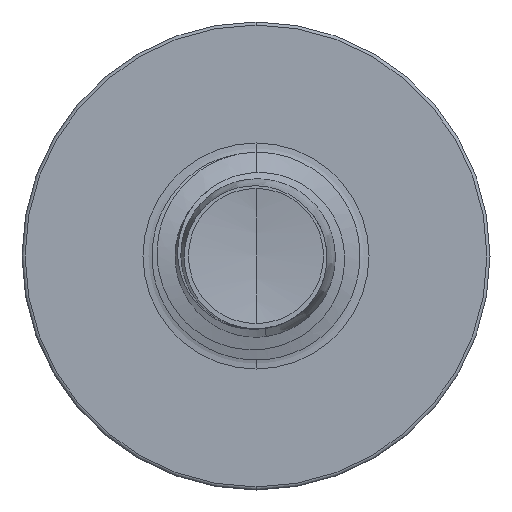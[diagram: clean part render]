
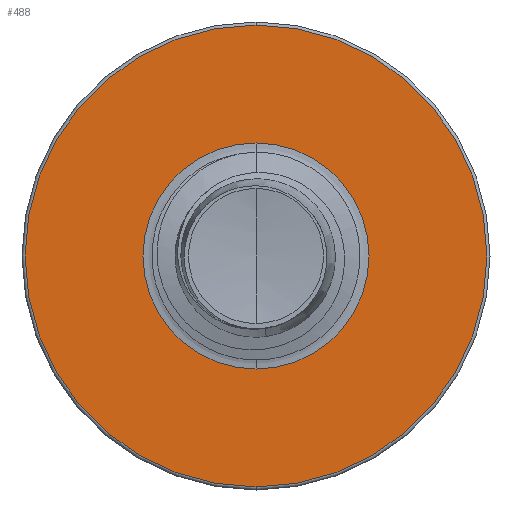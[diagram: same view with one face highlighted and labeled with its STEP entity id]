
A CAD part, front view. The second image highlights one B-rep face of the part: STEP entity #488.
In plain terms, the highlighted planar face has unit normal (0, -1, 0).
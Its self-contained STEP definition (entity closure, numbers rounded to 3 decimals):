
#164 = DIRECTION ( 'NONE',  ( 0., 0., 1. ) ) ;
#445 = DIRECTION ( 'NONE',  ( 0., 1., 0. ) ) ;
#488 = ADVANCED_FACE ( 'NONE', ( #10768, #8277 ), #6196, .F. ) ;
#1015 = CARTESIAN_POINT ( 'NONE',  ( 0., 3., 0. ) ) ;
#1153 = ORIENTED_EDGE ( 'NONE', *, *, #10417, .T. ) ;
#1981 = DIRECTION ( 'NONE',  ( 0., 0., 1. ) ) ;
#2051 = AXIS2_PLACEMENT_3D ( 'NONE', #1015, #7746, #1981 ) ;
#2630 = CARTESIAN_POINT ( 'NONE',  ( 0., 3., -2.174 ) ) ;
#3082 = EDGE_LOOP ( 'NONE', ( #3144, #8918 ) ) ;
#3144 = ORIENTED_EDGE ( 'NONE', *, *, #7198, .F. ) ;
#3145 = EDGE_CURVE ( 'NONE', #10120, #5209, #5566, .T. ) ;
#3161 = AXIS2_PLACEMENT_3D ( 'NONE', #11590, #5914, #164 ) ;
#5209 = VERTEX_POINT ( 'NONE', #12246 ) ;
#5281 = DIRECTION ( 'NONE',  ( 0., 1., 0. ) ) ;
#5323 = EDGE_CURVE ( 'NONE', #6116, #8615, #6290, .T. ) ;
#5381 = DIRECTION ( 'NONE',  ( 0., 1., 0. ) ) ;
#5566 = CIRCLE ( 'NONE', #3161, 4.44 ) ;
#5914 = DIRECTION ( 'NONE',  ( 0., 1., 0. ) ) ;
#6116 = VERTEX_POINT ( 'NONE', #7785 ) ;
#6196 = PLANE ( 'NONE',  #6665 ) ;
#6290 = CIRCLE ( 'NONE', #2051, 2.174 ) ;
#6665 = AXIS2_PLACEMENT_3D ( 'NONE', #9971, #445, #7165 ) ;
#7165 = DIRECTION ( 'NONE',  ( 0., 0., 1. ) ) ;
#7198 = EDGE_CURVE ( 'NONE', #5209, #10120, #8233, .T. ) ;
#7307 = CIRCLE ( 'NONE', #10090, 2.174 ) ;
#7746 = DIRECTION ( 'NONE',  ( 0., 1., 0. ) ) ;
#7785 = CARTESIAN_POINT ( 'NONE',  ( 0., 3., 2.174 ) ) ;
#8168 = EDGE_LOOP ( 'NONE', ( #11638, #1153 ) ) ;
#8233 = CIRCLE ( 'NONE', #12381, 4.44 ) ;
#8277 = FACE_BOUND ( 'NONE', #8168, .T. ) ;
#8615 = VERTEX_POINT ( 'NONE', #2630 ) ;
#8918 = ORIENTED_EDGE ( 'NONE', *, *, #3145, .F. ) ;
#8932 = CARTESIAN_POINT ( 'NONE',  ( 0., 3., -4.44 ) ) ;
#9971 = CARTESIAN_POINT ( 'NONE',  ( 0., 3., -2.174 ) ) ;
#10090 = AXIS2_PLACEMENT_3D ( 'NONE', #11058, #5381, #12008 ) ;
#10120 = VERTEX_POINT ( 'NONE', #8932 ) ;
#10417 = EDGE_CURVE ( 'NONE', #8615, #6116, #7307, .T. ) ;
#10768 = FACE_OUTER_BOUND ( 'NONE', #3082, .T. ) ;
#10960 = CARTESIAN_POINT ( 'NONE',  ( 0., 3., 0. ) ) ;
#11058 = CARTESIAN_POINT ( 'NONE',  ( 0., 3., 0. ) ) ;
#11590 = CARTESIAN_POINT ( 'NONE',  ( 0., 3., 0. ) ) ;
#11638 = ORIENTED_EDGE ( 'NONE', *, *, #5323, .T. ) ;
#11911 = DIRECTION ( 'NONE',  ( 0., 0., 1. ) ) ;
#12008 = DIRECTION ( 'NONE',  ( 0., 0., 1. ) ) ;
#12246 = CARTESIAN_POINT ( 'NONE',  ( 0., 3., 4.44 ) ) ;
#12381 = AXIS2_PLACEMENT_3D ( 'NONE', #10960, #5281, #11911 ) ;
